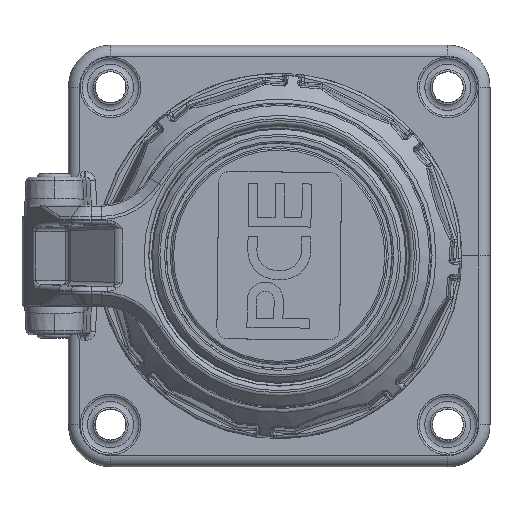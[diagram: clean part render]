
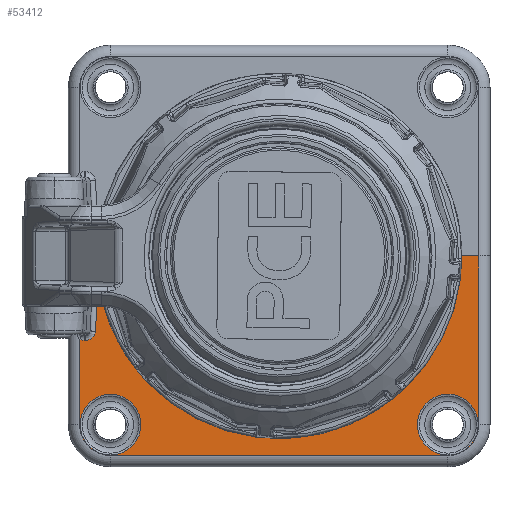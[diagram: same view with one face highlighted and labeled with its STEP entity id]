
A CAD part, top view. The second image highlights one B-rep face of the part: STEP entity #53412.
In plain terms, the highlighted planar face has unit normal (0, 0, 1).
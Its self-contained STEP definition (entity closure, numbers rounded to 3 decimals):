
#872 = ORIENTED_EDGE ( 'NONE', *, *, #45453, .T. ) ;
#1155 =( BOUNDED_CURVE ( )  B_SPLINE_CURVE ( 3, ( #23644, #41680, #54598, #29017 ),
 .UNSPECIFIED., .F., .F. ) 
 B_SPLINE_CURVE_WITH_KNOTS ( ( 4, 4 ),
 ( 1.571, 2.049 ),
 .UNSPECIFIED. ) 
 CURVE ( )  GEOMETRIC_REPRESENTATION_ITEM ( )  RATIONAL_B_SPLINE_CURVE ( ( 1., 0.981, 0.981, 1. ) ) 
 REPRESENTATION_ITEM ( '' )  );
#1920 = CARTESIAN_POINT ( 'NONE',  ( -34.435, -15., 6. ) ) ;
#2265 = CARTESIAN_POINT ( 'NONE',  ( -32.685, -13.389, 6. ) ) ;
#2340 = CIRCLE ( 'NONE', #14551, 5.5 ) ;
#3204 = CARTESIAN_POINT ( 'NONE',  ( 35.5, 0., 6. ) ) ;
#3883 = VERTEX_POINT ( 'NONE', #1920 ) ;
#4209 = DIRECTION ( 'NONE',  ( -1., 0., 0. ) ) ;
#4783 =( BOUNDED_CURVE ( )  B_SPLINE_CURVE ( 3, ( #40385, #10661, #19178, #48934 ),
 .UNSPECIFIED., .F., .F. ) 
 B_SPLINE_CURVE_WITH_KNOTS ( ( 4, 4 ),
 ( 3.194, 4.712 ),
 .UNSPECIFIED. ) 
 CURVE ( )  GEOMETRIC_REPRESENTATION_ITEM ( )  RATIONAL_B_SPLINE_CURVE ( ( 1., 0.817, 0.817, 1. ) ) 
 REPRESENTATION_ITEM ( '' )  );
#6253 = ORIENTED_EDGE ( 'NONE', *, *, #54416, .T. ) ;
#6853 = VERTEX_POINT ( 'NONE', #32298 ) ;
#7109 = AXIS2_PLACEMENT_3D ( 'NONE', #55224, #29648, #4209 ) ;
#7606 = DIRECTION ( 'NONE',  ( 0., 0., -1. ) ) ;
#7726 = VERTEX_POINT ( 'NONE', #2265 ) ;
#7797 = VECTOR ( 'NONE', #14277, 1000. ) ;
#7868 = LINE ( 'NONE', #16148, #19150 ) ;
#8837 = VECTOR ( 'NONE', #22608, 1000. ) ;
#9631 = EDGE_CURVE ( 'NONE', #35929, #38726, #53064, .T. ) ;
#9876 = ORIENTED_EDGE ( 'NONE', *, *, #55168, .T. ) ;
#10111 = CARTESIAN_POINT ( 'NONE',  ( 35.5, -30., 6. ) ) ;
#10152 = LINE ( 'NONE', #21657, #42703 ) ;
#10318 = DIRECTION ( 'NONE',  ( 0., 0., -1. ) ) ;
#10661 = CARTESIAN_POINT ( 'NONE',  ( -32.736, -14.343, 6. ) ) ;
#11195 = EDGE_CURVE ( 'NONE', #38726, #42706, #34302, .T. ) ;
#12758 = EDGE_CURVE ( 'NONE', #23538, #53700, #44852, .T. ) ;
#13501 = AXIS2_PLACEMENT_3D ( 'NONE', #46442, #20947, #50702 ) ;
#13627 = CARTESIAN_POINT ( 'NONE',  ( 25.3, 0., 6. ) ) ;
#14038 = CARTESIAN_POINT ( 'NONE',  ( 30., -30., 6. ) ) ;
#14277 = DIRECTION ( 'NONE',  ( -1., 0., 0. ) ) ;
#14481 = DIRECTION ( 'NONE',  ( 0., 0., 1. ) ) ;
#14551 = AXIS2_PLACEMENT_3D ( 'NONE', #39960, #14481, #44260 ) ;
#15305 = ORIENTED_EDGE ( 'NONE', *, *, #12758, .T. ) ;
#16148 = CARTESIAN_POINT ( 'NONE',  ( 35.5, 30., 6. ) ) ;
#17020 = VERTEX_POINT ( 'NONE', #17309 ) ;
#17061 = CARTESIAN_POINT ( 'NONE',  ( -30., -35.5, 6. ) ) ;
#17304 = EDGE_LOOP ( 'NONE', ( #39420 ) ) ;
#17309 = CARTESIAN_POINT ( 'NONE',  ( -31.962, 0., 6. ) ) ;
#17899 = LINE ( 'NONE', #47519, #50520 ) ;
#18047 = ORIENTED_EDGE ( 'NONE', *, *, #31263, .T. ) ;
#18247 = FACE_BOUND ( 'NONE', #24126, .T. ) ;
#18330 = DIRECTION ( 'NONE',  ( -1., 0., 0. ) ) ;
#18346 = CARTESIAN_POINT ( 'NONE',  ( -35.5, -30., 6. ) ) ;
#18965 = VECTOR ( 'NONE', #27229, 1000. ) ;
#18982 = DIRECTION ( 'NONE',  ( 1., 0., 0. ) ) ;
#19150 = VECTOR ( 'NONE', #41636, 1000. ) ;
#19178 = CARTESIAN_POINT ( 'NONE',  ( -33.45, -15., 6. ) ) ;
#19790 = EDGE_CURVE ( 'NONE', #6853, #6853, #24373, .T. ) ;
#20918 = FACE_OUTER_BOUND ( 'NONE', #40575, .T. ) ;
#20947 = DIRECTION ( 'NONE',  ( 0., 0., -1. ) ) ;
#20972 = ORIENTED_EDGE ( 'NONE', *, *, #24232, .T. ) ;
#21657 = CARTESIAN_POINT ( 'NONE',  ( -31.869, 1.722, 6. ) ) ;
#22608 = DIRECTION ( 'NONE',  ( 0., -1., 0. ) ) ;
#23538 = VERTEX_POINT ( 'NONE', #17061 ) ;
#23644 = CARTESIAN_POINT ( 'NONE',  ( -34.693, -15., 6. ) ) ;
#24084 = CIRCLE ( 'NONE', #7109, 5.5 ) ;
#24126 = EDGE_LOOP ( 'NONE', ( #51011 ) ) ;
#24232 = EDGE_CURVE ( 'NONE', #46162, #35929, #7868, .T. ) ;
#24373 = CIRCLE ( 'NONE', #51331, 5.408 ) ;
#26714 = CARTESIAN_POINT ( 'NONE',  ( -35.5, -14.809, 6. ) ) ;
#27020 = EDGE_CURVE ( 'NONE', #53700, #46162, #2340, .T. ) ;
#27229 = DIRECTION ( 'NONE',  ( -1., 0., 0. ) ) ;
#27316 = CARTESIAN_POINT ( 'NONE',  ( 30., -35.5, 6. ) ) ;
#27785 = ORIENTED_EDGE ( 'NONE', *, *, #47490, .T. ) ;
#27869 = ORIENTED_EDGE ( 'NONE', *, *, #27020, .T. ) ;
#28933 = CARTESIAN_POINT ( 'NONE',  ( -35.5, -30., 6. ) ) ;
#29017 = CARTESIAN_POINT ( 'NONE',  ( -35.5, -14.809, 6. ) ) ;
#29574 = CARTESIAN_POINT ( 'NONE',  ( -34.693, -15., 6. ) ) ;
#29648 = DIRECTION ( 'NONE',  ( 0., 0., 1. ) ) ;
#29719 = ORIENTED_EDGE ( 'NONE', *, *, #31636, .T. ) ;
#30249 = LINE ( 'NONE', #52772, #18965 ) ;
#30582 = DIRECTION ( 'NONE',  ( -1., 0., 0. ) ) ;
#31263 = EDGE_CURVE ( 'NONE', #3883, #36902, #17899, .T. ) ;
#31557 = ORIENTED_EDGE ( 'NONE', *, *, #11195, .T. ) ;
#31636 = EDGE_CURVE ( 'NONE', #42706, #17020, #30249, .T. ) ;
#31805 = ORIENTED_EDGE ( 'NONE', *, *, #9631, .T. ) ;
#32164 = ORIENTED_EDGE ( 'NONE', *, *, #45566, .T. ) ;
#32298 = CARTESIAN_POINT ( 'NONE',  ( 24.592, -30., 6. ) ) ;
#33378 = EDGE_CURVE ( 'NONE', #45395, #45395, #50195, .T. ) ;
#33484 = VECTOR ( 'NONE', #18982, 1000. ) ;
#34302 = CIRCLE ( 'NONE', #13501, 25.3 ) ;
#35725 = CARTESIAN_POINT ( 'NONE',  ( -30., -30., 6. ) ) ;
#35830 = CARTESIAN_POINT ( 'NONE',  ( -25.3, 0., 6. ) ) ;
#35929 = VERTEX_POINT ( 'NONE', #3204 ) ;
#36902 = VERTEX_POINT ( 'NONE', #29574 ) ;
#37299 = DIRECTION ( 'NONE',  ( -1., 0., 0. ) ) ;
#38726 = VERTEX_POINT ( 'NONE', #13627 ) ;
#38750 = DIRECTION ( 'NONE',  ( -0.054, -0.999, 0. ) ) ;
#39420 = ORIENTED_EDGE ( 'NONE', *, *, #19790, .T. ) ;
#39960 = CARTESIAN_POINT ( 'NONE',  ( 30., -30., 6. ) ) ;
#40031 = DIRECTION ( 'NONE',  ( -1., 0., 0. ) ) ;
#40385 = CARTESIAN_POINT ( 'NONE',  ( -32.685, -13.389, 6. ) ) ;
#40575 = EDGE_LOOP ( 'NONE', ( #29719, #32164, #27785, #18047, #6253, #9876, #872, #15305, #27869, #20972, #31805, #31557 ) ) ;
#40894 = FACE_BOUND ( 'NONE', #17304, .T. ) ;
#41636 = DIRECTION ( 'NONE',  ( 0., 1., 0. ) ) ;
#41680 = CARTESIAN_POINT ( 'NONE',  ( -34.975, -15., 6. ) ) ;
#41913 = AXIS2_PLACEMENT_3D ( 'NONE', #35725, #10318, #40031 ) ;
#42491 = AXIS2_PLACEMENT_3D ( 'NONE', #54322, #7606, #37299 ) ;
#42703 = VECTOR ( 'NONE', #38750, 1000. ) ;
#42706 = VERTEX_POINT ( 'NONE', #35830 ) ;
#42719 = LINE ( 'NONE', #18346, #8837 ) ;
#43799 = DIRECTION ( 'NONE',  ( 0., 0., -1. ) ) ;
#44041 = CARTESIAN_POINT ( 'NONE',  ( 0., 0., 6. ) ) ;
#44260 = DIRECTION ( 'NONE',  ( -1., 0., 0. ) ) ;
#44852 = LINE ( 'NONE', #27316, #33484 ) ;
#45395 = VERTEX_POINT ( 'NONE', #49577 ) ;
#45453 = EDGE_CURVE ( 'NONE', #46640, #23538, #24084, .T. ) ;
#45566 = EDGE_CURVE ( 'NONE', #17020, #7726, #10152, .T. ) ;
#46162 = VERTEX_POINT ( 'NONE', #10111 ) ;
#46442 = CARTESIAN_POINT ( 'NONE',  ( 0., 0., 6. ) ) ;
#46640 = VERTEX_POINT ( 'NONE', #28933 ) ;
#46992 = CARTESIAN_POINT ( 'NONE',  ( 30., -35.5, 6. ) ) ;
#47490 = EDGE_CURVE ( 'NONE', #7726, #3883, #4783, .T. ) ;
#47519 = CARTESIAN_POINT ( 'NONE',  ( 0., -15., 6. ) ) ;
#48934 = CARTESIAN_POINT ( 'NONE',  ( -34.435, -15., 6. ) ) ;
#49577 = CARTESIAN_POINT ( 'NONE',  ( -35.408, -30., 6. ) ) ;
#49964 = PLANE ( 'NONE',  #42491 ) ;
#50195 = CIRCLE ( 'NONE', #41913, 5.408 ) ;
#50520 = VECTOR ( 'NONE', #30582, 1000. ) ;
#50702 = DIRECTION ( 'NONE',  ( -1., 0., 0. ) ) ;
#51011 = ORIENTED_EDGE ( 'NONE', *, *, #33378, .T. ) ;
#51331 = AXIS2_PLACEMENT_3D ( 'NONE', #14038, #43799, #18330 ) ;
#52031 = VERTEX_POINT ( 'NONE', #26714 ) ;
#52772 = CARTESIAN_POINT ( 'NONE',  ( 0., 0., 6. ) ) ;
#53064 = LINE ( 'NONE', #44041, #7797 ) ;
#53412 = ADVANCED_FACE ( 'NONE', ( #40894, #18247, #20918 ), #49964, .F. ) ;
#53700 = VERTEX_POINT ( 'NONE', #46992 ) ;
#54322 = CARTESIAN_POINT ( 'NONE',  ( 0., 0., 6. ) ) ;
#54416 = EDGE_CURVE ( 'NONE', #36902, #52031, #1155, .T. ) ;
#54598 = CARTESIAN_POINT ( 'NONE',  ( -35.249, -14.935, 6. ) ) ;
#55168 = EDGE_CURVE ( 'NONE', #52031, #46640, #42719, .T. ) ;
#55224 = CARTESIAN_POINT ( 'NONE',  ( -30., -30., 6. ) ) ;
